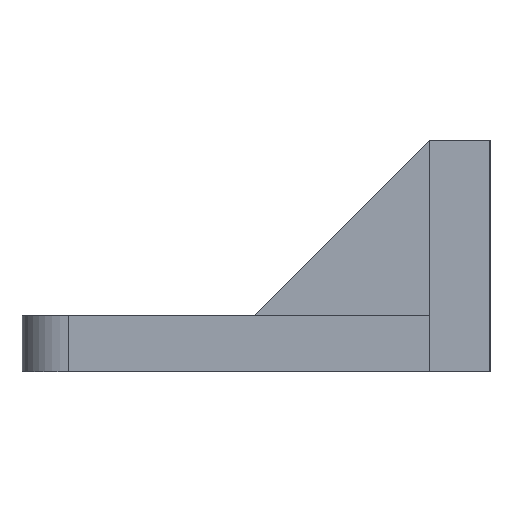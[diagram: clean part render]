
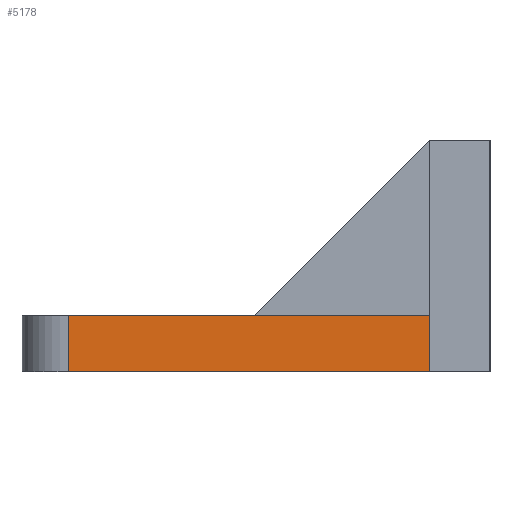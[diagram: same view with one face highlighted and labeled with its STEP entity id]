
A CAD part, left-side view. The second image highlights one B-rep face of the part: STEP entity #5178.
In plain terms, the highlighted planar face has unit normal (-1, 0, 0).
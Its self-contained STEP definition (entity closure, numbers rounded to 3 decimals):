
#5053=CARTESIAN_POINT('',(385.9,10.5,-1.56));
#5054=VERTEX_POINT('',#5053);
#5069=CARTESIAN_POINT('',(385.9,10.5,4.5));
#5070=VERTEX_POINT('',#5069);
#5077=CARTESIAN_POINT('',(385.9,10.5,4.5));
#5078=DIRECTION('',(0.,0.,-1.));
#5079=VECTOR('',#5078,6.06);
#5080=LINE('',#5077,#5079);
#5081=EDGE_CURVE('',#5070,#5054,#5080,.T.);
#5148=CARTESIAN_POINT('',(385.9,32.,4.5));
#5149=DIRECTION('',(1.,0.,0.));
#5150=DIRECTION('',(0.,0.,-1.));
#5151=AXIS2_PLACEMENT_3D('',#5148,#5149,#5150);
#5152=PLANE('',#5151);
#5153=CARTESIAN_POINT('',(385.9,49.5,4.5));
#5154=VERTEX_POINT('',#5153);
#5155=CARTESIAN_POINT('',(385.9,49.5,4.5));
#5156=DIRECTION('',(0.,-1.,0.));
#5157=VECTOR('',#5156,39.);
#5158=LINE('',#5155,#5157);
#5159=EDGE_CURVE('',#5154,#5070,#5158,.T.);
#5160=ORIENTED_EDGE('',*,*,#5159,.F.);
#5161=CARTESIAN_POINT('',(385.9,49.5,-1.56));
#5162=VERTEX_POINT('',#5161);
#5163=CARTESIAN_POINT('',(385.9,49.5,4.5));
#5164=DIRECTION('',(0.,0.,-1.));
#5165=VECTOR('',#5164,6.06);
#5166=LINE('',#5163,#5165);
#5167=EDGE_CURVE('',#5154,#5162,#5166,.T.);
#5168=ORIENTED_EDGE('',*,*,#5167,.T.);
#5169=CARTESIAN_POINT('',(385.9,49.5,-1.56));
#5170=DIRECTION('',(0.,-1.,0.));
#5171=VECTOR('',#5170,39.);
#5172=LINE('',#5169,#5171);
#5173=EDGE_CURVE('',#5162,#5054,#5172,.T.);
#5174=ORIENTED_EDGE('',*,*,#5173,.T.);
#5175=ORIENTED_EDGE('',*,*,#5081,.F.);
#5176=EDGE_LOOP('',(#5160,#5168,#5174,#5175));
#5177=FACE_BOUND('',#5176,.T.);
#5178=ADVANCED_FACE('',(#5177),#5152,.F.);
